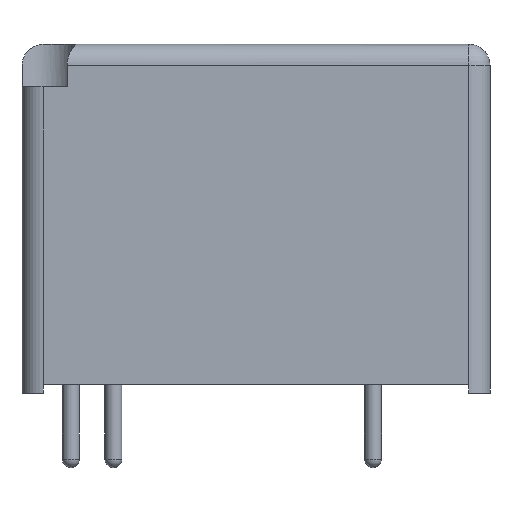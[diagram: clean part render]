
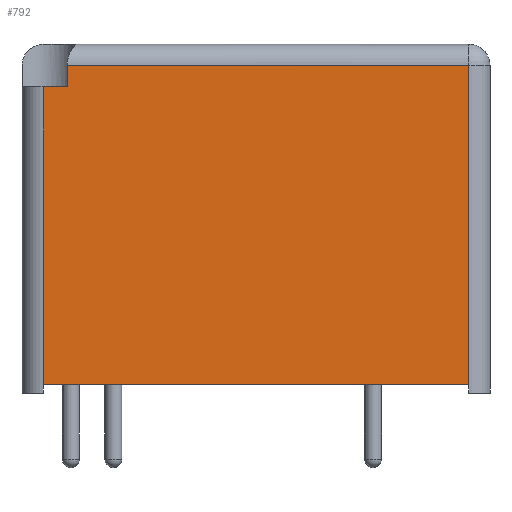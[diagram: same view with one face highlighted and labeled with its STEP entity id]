
A CAD part, front view. The second image highlights one B-rep face of the part: STEP entity #792.
In plain terms, the highlighted planar face has unit normal (0, -1, 0).
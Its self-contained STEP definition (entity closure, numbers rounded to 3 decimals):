
#272=CARTESIAN_POINT('Vertex',(18.7,-8.,0.4)) ;
#423=CARTESIAN_POINT('Vertex',(-1.3,-8.,0.4)) ;
#578=CARTESIAN_POINT('Line Origine',(8.7,-8.,0.4)) ;
#746=CARTESIAN_POINT('Axis2P3D Location',(18.7,-8.,0.4)) ;
#751=CARTESIAN_POINT('Line Origine',(-0.182,-8.,14.9)) ;
#755=CARTESIAN_POINT('Vertex',(-0.182,-8.,15.4)) ;
#757=CARTESIAN_POINT('Vertex',(-0.182,-8.,14.4)) ;
#760=CARTESIAN_POINT('Line Origine',(-0.741,-8.,14.4)) ;
#764=CARTESIAN_POINT('Vertex',(-1.3,-8.,14.4)) ;
#767=CARTESIAN_POINT('Line Origine',(-1.3,-8.,7.4)) ;
#772=CARTESIAN_POINT('Line Origine',(18.7,-8.,7.9)) ;
#776=CARTESIAN_POINT('Vertex',(18.7,-8.,15.4)) ;
#779=CARTESIAN_POINT('Line Origine',(9.259,-8.,15.4)) ;
#580=VECTOR('Line Direction',#579,1.) ;
#753=VECTOR('Line Direction',#752,1.) ;
#762=VECTOR('Line Direction',#761,1.) ;
#769=VECTOR('Line Direction',#768,1.) ;
#774=VECTOR('Line Direction',#773,1.) ;
#781=VECTOR('Line Direction',#780,1.) ;
#579=DIRECTION('Vector Direction',(-1.,0.,0.)) ;
#747=DIRECTION('Axis2P3D Direction',(0.,1.,-0.)) ;
#748=DIRECTION('Axis2P3D XDirection',(-1.,0.,0.)) ;
#752=DIRECTION('Vector Direction',(0.,0.,-1.)) ;
#761=DIRECTION('Vector Direction',(1.,0.,0.)) ;
#768=DIRECTION('Vector Direction',(0.,0.,1.)) ;
#773=DIRECTION('Vector Direction',(0.,0.,1.)) ;
#780=DIRECTION('Vector Direction',(-1.,0.,0.)) ;
#749=AXIS2_PLACEMENT_3D('Plane Axis2P3D',#746,#747,#748) ;
#581=LINE('Line',#578,#580) ;
#754=LINE('Line',#751,#753) ;
#763=LINE('Line',#760,#762) ;
#770=LINE('Line',#767,#769) ;
#775=LINE('Line',#772,#774) ;
#782=LINE('Line',#779,#781) ;
#750=PLANE('',#749) ;
#582=EDGE_CURVE('',#424,#273,#581,.F.) ;
#759=EDGE_CURVE('',#756,#758,#754,.T.) ;
#766=EDGE_CURVE('',#765,#758,#763,.T.) ;
#771=EDGE_CURVE('',#424,#765,#770,.T.) ;
#778=EDGE_CURVE('',#273,#777,#775,.T.) ;
#783=EDGE_CURVE('',#756,#777,#782,.F.) ;
#784=EDGE_LOOP('',(#785,#786,#787,#788,#789,#790)) ;
#785=ORIENTED_EDGE('',*,*,#759,.T.) ;
#786=ORIENTED_EDGE('',*,*,#766,.F.) ;
#787=ORIENTED_EDGE('',*,*,#771,.F.) ;
#788=ORIENTED_EDGE('',*,*,#582,.T.) ;
#789=ORIENTED_EDGE('',*,*,#778,.T.) ;
#790=ORIENTED_EDGE('',*,*,#783,.F.) ;
#273=VERTEX_POINT('',#272) ;
#424=VERTEX_POINT('',#423) ;
#756=VERTEX_POINT('',#755) ;
#758=VERTEX_POINT('',#757) ;
#765=VERTEX_POINT('',#764) ;
#777=VERTEX_POINT('',#776) ;
#792=ADVANCED_FACE('Hauptk\X2\00F6\X0\rper',(#791),#750,.F.) ;
#791=FACE_OUTER_BOUND('',#784,.T.) ;
